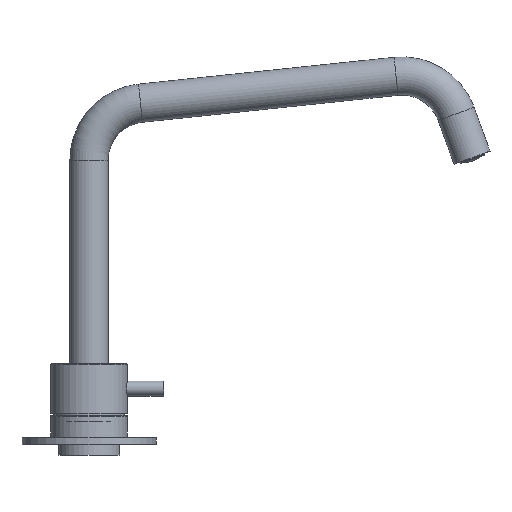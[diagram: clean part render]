
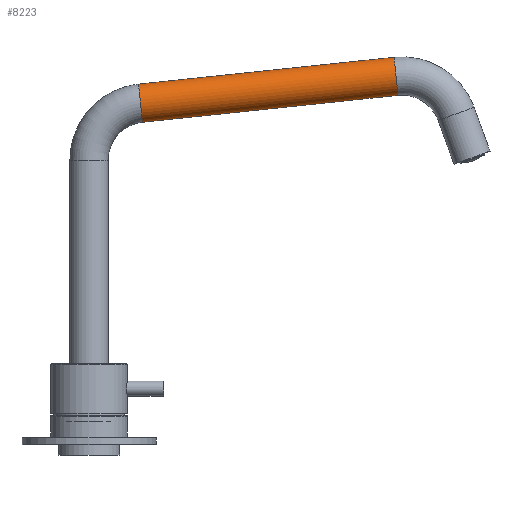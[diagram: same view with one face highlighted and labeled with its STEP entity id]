
A CAD part, front view. The second image highlights one B-rep face of the part: STEP entity #8223.
In plain terms, the highlighted cylindrical face has radius 10 mm (diameter 20 mm), a full revolution.
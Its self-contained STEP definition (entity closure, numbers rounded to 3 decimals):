
#1317=ORIENTED_EDGE('',*,*,#2839,.F.);
#1318=ORIENTED_EDGE('',*,*,#2840,.T.);
#2839=EDGE_CURVE('',#3601,#3601,#4166,.F.);
#2840=EDGE_CURVE('',#3602,#3602,#4167,.F.);
#3601=VERTEX_POINT('',#11110);
#3602=VERTEX_POINT('',#11113);
#4166=CIRCLE('',#8657,10.);
#4167=CIRCLE('',#8659,10.);
#4438=EDGE_LOOP('',(#1317));
#4439=EDGE_LOOP('',(#1318));
#5006=FACE_BOUND('',#4438,.T.);
#5007=FACE_BOUND('',#4439,.T.);
#5571=CYLINDRICAL_SURFACE('',#8658,10.);
#8223=ADVANCED_FACE('',(#5006,#5007),#5571,.T.);
#8657=AXIS2_PLACEMENT_3D('',#11109,#9337,#9338);
#8658=AXIS2_PLACEMENT_3D('',#11111,#9339,#9340);
#8659=AXIS2_PLACEMENT_3D('',#11112,#9341,#9342);
#9337=DIRECTION('',(-0.995,0.,-0.105));
#9338=DIRECTION('',(0.105,0.,-0.995));
#9339=DIRECTION('',(0.995,0.,0.105));
#9340=DIRECTION('',(0.105,0.,-0.995));
#9341=DIRECTION('',(-0.995,0.,-0.105));
#9342=DIRECTION('',(0.105,0.,-0.995));
#11109=CARTESIAN_POINT('',(160.342,0.,188.965));
#11110=CARTESIAN_POINT('',(161.387,0.,179.02));
#11111=CARTESIAN_POINT('',(26.864,0.,174.936));
#11112=CARTESIAN_POINT('',(26.864,0.,174.936));
#11113=CARTESIAN_POINT('',(27.909,0.,164.99));
